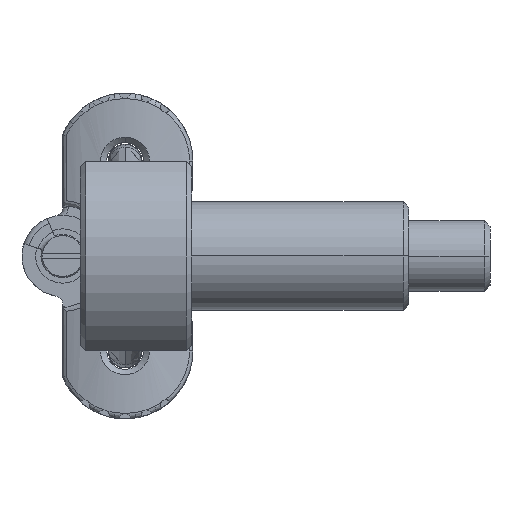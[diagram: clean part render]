
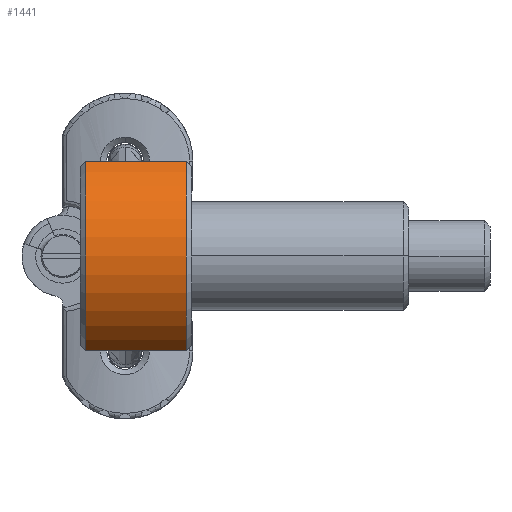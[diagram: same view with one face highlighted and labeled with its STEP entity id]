
A CAD part, left-side view. The second image highlights one B-rep face of the part: STEP entity #1441.
In plain terms, the highlighted cylindrical face has radius 4.05 mm (diameter 8.1 mm), a partial arc.
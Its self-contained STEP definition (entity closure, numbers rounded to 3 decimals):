
#228=CARTESIAN_POINT('',(0.,3.9,
0.));
#229=DIRECTION('',(0.,-1.,0.));
#230=DIRECTION('',(-0.503,0.,0.864));
#231=AXIS2_PLACEMENT_3D('',#228,#229,#230);
#241=DIRECTION('',(0.,1.,0.));
#242=VECTOR('',#241,3.7);
#243=CARTESIAN_POINT('',(-2.038,0.2,3.5));
#244=LINE('',#243,#242);
#490=CARTESIAN_POINT('',(0.,0.2,
0.));
#491=DIRECTION('',(0.,1.,0.));
#492=DIRECTION('',(-0.503,0.,-0.864));
#493=AXIS2_PLACEMENT_3D('',#490,#491,#492);
#495=DIRECTION('',(0.,1.,0.));
#496=VECTOR('',#495,3.7);
#497=CARTESIAN_POINT('',(-2.038,0.2,
-3.5));
#498=LINE('',#497,#496);
#697=CARTESIAN_POINT('',(-2.038,0.2,
-3.5));
#698=CARTESIAN_POINT('',(-2.038,3.9,-3.5));
#699=VERTEX_POINT('',#697);
#700=VERTEX_POINT('',#698);
#701=CARTESIAN_POINT('',(-2.038,0.2,3.5));
#702=CARTESIAN_POINT('',(-2.038,3.9,3.5));
#703=VERTEX_POINT('',#701);
#704=VERTEX_POINT('',#702);
#1430=CARTESIAN_POINT('',(0.,0.,0.));
#1431=DIRECTION('',(0.,1.,0.));
#1432=DIRECTION('',(1.,0.,0.));
#1433=AXIS2_PLACEMENT_3D('',#1430,#1431,#1432);
#1434=CYLINDRICAL_SURFACE('',#1433,4.05);
#1435=ORIENTED_EDGE('',*,*,#1056,.F.);
#1436=ORIENTED_EDGE('',*,*,#1101,.F.);
#1437=ORIENTED_EDGE('',*,*,#1412,.F.);
#1438=ORIENTED_EDGE('',*,*,#940,.T.);
#1439=EDGE_LOOP('',(#1435,#1436,#1437,#1438));
#1440=FACE_OUTER_BOUND('',#1439,.F.);
#232=CIRCLE('',#231,4.05);
#494=CIRCLE('',#493,4.05);
#940=EDGE_CURVE('',#699,#700,#498,.T.);
#1056=EDGE_CURVE('',#704,#700,#232,.T.);
#1101=EDGE_CURVE('',#703,#704,#244,.T.);
#1412=EDGE_CURVE('',#699,#703,#494,.T.);
#1441=ADVANCED_FACE('',(#1440),#1434,.T.);
